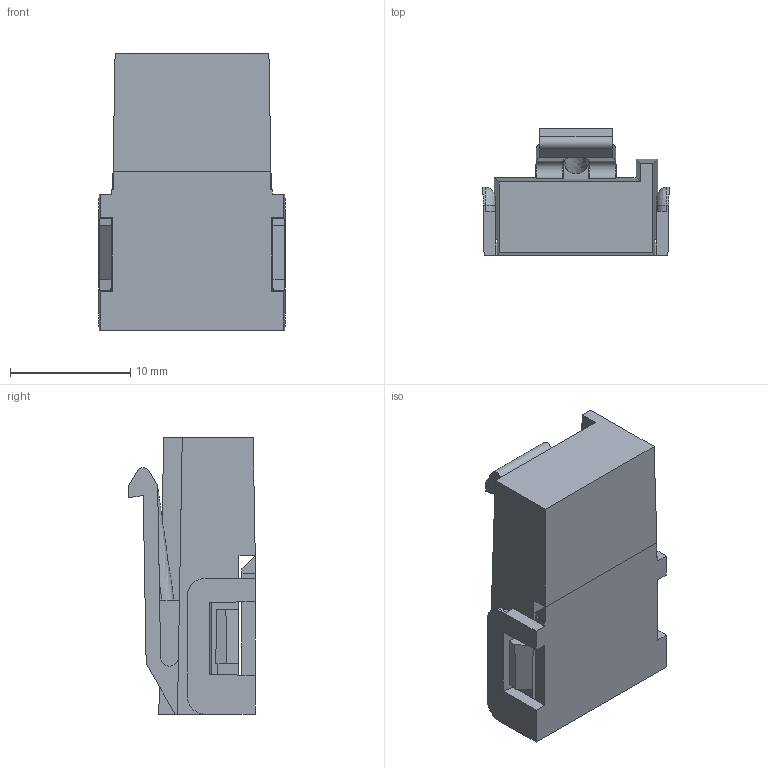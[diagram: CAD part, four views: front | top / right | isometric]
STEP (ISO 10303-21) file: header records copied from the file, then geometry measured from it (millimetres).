
FILE_DESCRIPTION(/* description */ (''),/* implementation_level */ '2;1');
FILE_NAME(/* name */ '12015197-ENV11_04-CONN.stp',/* time_stamp */ '2024-01-12T12:59:48+08:00',/* author */ (''),/* organization */ (''),/* preprocessor_version */ 'ST-DEVELOPER v16',/* originating_system */ 'SIEMENS PLM Software NX 11.0',/* authorisation */ '');
FILE_SCHEMA (('AUTOMOTIVE_DESIGN { 1 0 10303 214 3 1 1 1 }'));
Length unit declared in the file: millimetre
Products named in the file (1): 12015197-ENV11_04-CONN
Bounding box: 15.5 x 10.52 x 23 mm (x, y, z)
Volume: 2176.3 mm3; surface area: 2010.1 mm2
Topology: 2 solids, 2 shells, 87 faces, 236 edges, 149 vertices
Faces by surface type: plane 69, cylinder 13, bspline 4, extrusion 1
Entity records: 2797 total; most frequent: CARTESIAN_POINT 572, ORIENTED_EDGE 472, DIRECTION 432, EDGE_CURVE 236, VECTOR 204, LINE 203, VERTEX_POINT 149, AXIS2_PLACEMENT_3D 114
